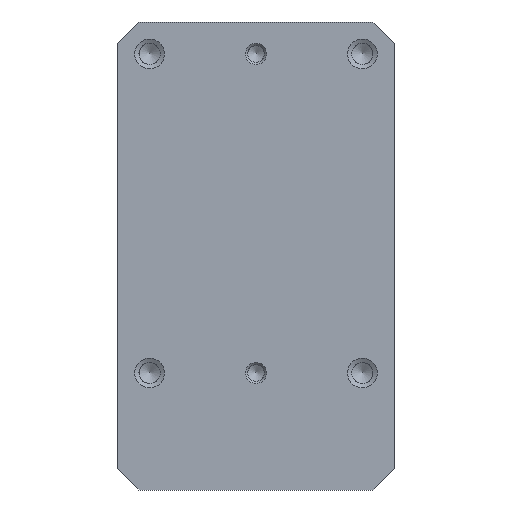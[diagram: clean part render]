
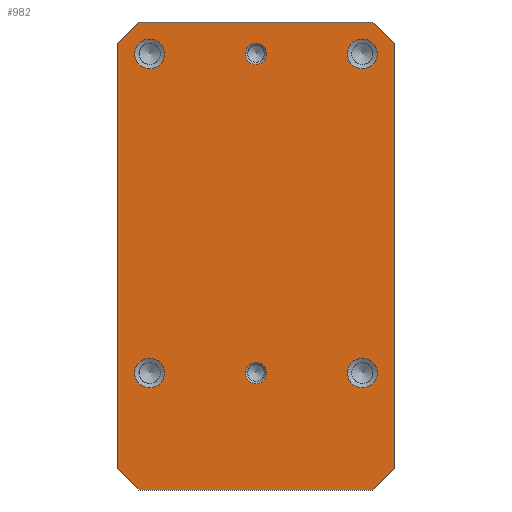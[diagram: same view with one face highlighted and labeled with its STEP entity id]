
A CAD part, front view. The second image highlights one B-rep face of the part: STEP entity #982.
In plain terms, the highlighted planar face has unit normal (0, -1, 0).
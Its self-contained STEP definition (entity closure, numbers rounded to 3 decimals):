
#75=FACE_BOUND('',#147,.T.);
#76=FACE_BOUND('',#148,.T.);
#77=FACE_BOUND('',#149,.T.);
#78=FACE_BOUND('',#150,.T.);
#79=FACE_BOUND('',#151,.T.);
#80=FACE_BOUND('',#152,.T.);
#96=FACE_OUTER_BOUND('',#146,.T.);
#146=EDGE_LOOP('',(#697,#698,#699,#700,#701,#702,#703,#704));
#147=EDGE_LOOP('',(#705,#706));
#148=EDGE_LOOP('',(#707,#708));
#149=EDGE_LOOP('',(#709,#710));
#150=EDGE_LOOP('',(#711,#712));
#151=EDGE_LOOP('',(#713,#714));
#152=EDGE_LOOP('',(#715,#716));
#205=LINE('',#1477,#269);
#213=LINE('',#1498,#277);
#217=LINE('',#1505,#281);
#220=LINE('',#1511,#284);
#225=LINE('',#1521,#289);
#229=LINE('',#1530,#293);
#234=LINE('',#1537,#298);
#235=LINE('',#1538,#299);
#269=VECTOR('',#1173,55.);
#277=VECTOR('',#1187,55.);
#281=VECTOR('',#1193,7.071);
#284=VECTOR('',#1198,7.071);
#289=VECTOR('',#1205,99.);
#293=VECTOR('',#1211,99.);
#298=VECTOR('',#1220,7.071);
#299=VECTOR('',#1221,7.071);
#335=CIRCLE('',#1057,2.5);
#336=CIRCLE('',#1058,2.5);
#337=CIRCLE('',#1059,2.5);
#338=CIRCLE('',#1060,2.5);
#339=CIRCLE('',#1061,3.5);
#340=CIRCLE('',#1062,3.5);
#341=CIRCLE('',#1063,3.5);
#342=CIRCLE('',#1064,3.5);
#343=CIRCLE('',#1065,3.5);
#344=CIRCLE('',#1066,3.5);
#345=CIRCLE('',#1067,3.5);
#346=CIRCLE('',#1068,3.5);
#397=VERTEX_POINT('',#1474);
#398=VERTEX_POINT('',#1476);
#407=VERTEX_POINT('',#1495);
#408=VERTEX_POINT('',#1497);
#410=VERTEX_POINT('',#1503);
#412=VERTEX_POINT('',#1508);
#416=VERTEX_POINT('',#1519);
#420=VERTEX_POINT('',#1529);
#421=VERTEX_POINT('',#1539);
#422=VERTEX_POINT('',#1540);
#423=VERTEX_POINT('',#1543);
#424=VERTEX_POINT('',#1544);
#425=VERTEX_POINT('',#1547);
#426=VERTEX_POINT('',#1548);
#427=VERTEX_POINT('',#1551);
#428=VERTEX_POINT('',#1552);
#429=VERTEX_POINT('',#1555);
#430=VERTEX_POINT('',#1556);
#431=VERTEX_POINT('',#1559);
#432=VERTEX_POINT('',#1560);
#507=EDGE_CURVE('',#397,#398,#205,.T.);
#517=EDGE_CURVE('',#407,#408,#213,.T.);
#521=EDGE_CURVE('',#407,#410,#217,.F.);
#524=EDGE_CURVE('',#412,#408,#220,.F.);
#529=EDGE_CURVE('',#416,#410,#225,.T.);
#533=EDGE_CURVE('',#412,#420,#229,.T.);
#538=EDGE_CURVE('',#416,#398,#234,.F.);
#539=EDGE_CURVE('',#397,#420,#235,.F.);
#540=EDGE_CURVE('',#421,#422,#335,.T.);
#541=EDGE_CURVE('',#422,#421,#336,.T.);
#542=EDGE_CURVE('',#423,#424,#337,.T.);
#543=EDGE_CURVE('',#424,#423,#338,.T.);
#544=EDGE_CURVE('',#425,#426,#339,.T.);
#545=EDGE_CURVE('',#426,#425,#340,.T.);
#546=EDGE_CURVE('',#427,#428,#341,.T.);
#547=EDGE_CURVE('',#428,#427,#342,.T.);
#548=EDGE_CURVE('',#429,#430,#343,.T.);
#549=EDGE_CURVE('',#430,#429,#344,.T.);
#550=EDGE_CURVE('',#431,#432,#345,.T.);
#551=EDGE_CURVE('',#432,#431,#346,.T.);
#697=ORIENTED_EDGE('',*,*,#517,.F.);
#698=ORIENTED_EDGE('',*,*,#521,.T.);
#699=ORIENTED_EDGE('',*,*,#529,.F.);
#700=ORIENTED_EDGE('',*,*,#538,.T.);
#701=ORIENTED_EDGE('',*,*,#507,.F.);
#702=ORIENTED_EDGE('',*,*,#539,.T.);
#703=ORIENTED_EDGE('',*,*,#533,.F.);
#704=ORIENTED_EDGE('',*,*,#524,.T.);
#705=ORIENTED_EDGE('',*,*,#540,.F.);
#706=ORIENTED_EDGE('',*,*,#541,.F.);
#707=ORIENTED_EDGE('',*,*,#542,.F.);
#708=ORIENTED_EDGE('',*,*,#543,.F.);
#709=ORIENTED_EDGE('',*,*,#544,.F.);
#710=ORIENTED_EDGE('',*,*,#545,.F.);
#711=ORIENTED_EDGE('',*,*,#546,.F.);
#712=ORIENTED_EDGE('',*,*,#547,.F.);
#713=ORIENTED_EDGE('',*,*,#548,.F.);
#714=ORIENTED_EDGE('',*,*,#549,.F.);
#715=ORIENTED_EDGE('',*,*,#550,.F.);
#716=ORIENTED_EDGE('',*,*,#551,.F.);
#966=PLANE('',#1056);
#982=ADVANCED_FACE('',(#96,#75,#76,#77,#78,#79,#80),#966,.F.);
#1056=AXIS2_PLACEMENT_3D('',#1536,#1218,#1219);
#1057=AXIS2_PLACEMENT_3D('',#1541,#1222,#1223);
#1058=AXIS2_PLACEMENT_3D('',#1542,#1224,#1225);
#1059=AXIS2_PLACEMENT_3D('',#1545,#1226,#1227);
#1060=AXIS2_PLACEMENT_3D('',#1546,#1228,#1229);
#1061=AXIS2_PLACEMENT_3D('',#1549,#1230,#1231);
#1062=AXIS2_PLACEMENT_3D('',#1550,#1232,#1233);
#1063=AXIS2_PLACEMENT_3D('',#1553,#1234,#1235);
#1064=AXIS2_PLACEMENT_3D('',#1554,#1236,#1237);
#1065=AXIS2_PLACEMENT_3D('',#1557,#1238,#1239);
#1066=AXIS2_PLACEMENT_3D('',#1558,#1240,#1241);
#1067=AXIS2_PLACEMENT_3D('',#1561,#1242,#1243);
#1068=AXIS2_PLACEMENT_3D('',#1562,#1244,#1245);
#1173=DIRECTION('',(1.,0.,0.));
#1187=DIRECTION('',(-1.,0.,0.));
#1193=DIRECTION('',(-0.707,0.,-0.707));
#1198=DIRECTION('',(-0.707,0.,0.707));
#1205=DIRECTION('',(0.,0.,-1.));
#1211=DIRECTION('',(0.,0.,1.));
#1218=DIRECTION('center_axis',(0.,1.,0.));
#1219=DIRECTION('ref_axis',(0.,0.,1.));
#1220=DIRECTION('',(0.707,0.,-0.707));
#1221=DIRECTION('',(0.707,0.,0.707));
#1222=DIRECTION('center_axis',(0.,-1.,0.));
#1223=DIRECTION('ref_axis',(0.,0.,-1.));
#1224=DIRECTION('center_axis',(0.,-1.,0.));
#1225=DIRECTION('ref_axis',(0.,0.,-1.));
#1226=DIRECTION('center_axis',(0.,-1.,0.));
#1227=DIRECTION('ref_axis',(0.,0.,-1.));
#1228=DIRECTION('center_axis',(0.,-1.,0.));
#1229=DIRECTION('ref_axis',(0.,0.,-1.));
#1230=DIRECTION('center_axis',(0.,-1.,0.));
#1231=DIRECTION('ref_axis',(0.,0.,-1.));
#1232=DIRECTION('center_axis',(0.,-1.,0.));
#1233=DIRECTION('ref_axis',(0.,0.,-1.));
#1234=DIRECTION('center_axis',(0.,-1.,0.));
#1235=DIRECTION('ref_axis',(0.,0.,-1.));
#1236=DIRECTION('center_axis',(0.,-1.,0.));
#1237=DIRECTION('ref_axis',(0.,0.,-1.));
#1238=DIRECTION('center_axis',(0.,-1.,0.));
#1239=DIRECTION('ref_axis',(0.,0.,-1.));
#1240=DIRECTION('center_axis',(0.,-1.,0.));
#1241=DIRECTION('ref_axis',(0.,0.,-1.));
#1242=DIRECTION('center_axis',(0.,-1.,0.));
#1243=DIRECTION('ref_axis',(0.,0.,-1.));
#1244=DIRECTION('center_axis',(0.,-1.,0.));
#1245=DIRECTION('ref_axis',(0.,0.,-1.));
#1474=CARTESIAN_POINT('',(-27.5,0.,32.313));
#1476=CARTESIAN_POINT('',(27.5,0.,32.313));
#1477=CARTESIAN_POINT('',(-27.5,0.,32.313));
#1495=CARTESIAN_POINT('',(27.5,0.,-77.687));
#1497=CARTESIAN_POINT('',(-27.5,0.,-77.687));
#1498=CARTESIAN_POINT('',(27.5,0.,-77.687));
#1503=CARTESIAN_POINT('',(32.5,0.,-72.687));
#1505=CARTESIAN_POINT('',(32.5,0.,-72.687));
#1508=CARTESIAN_POINT('',(-32.5,0.,-72.687));
#1511=CARTESIAN_POINT('',(-27.5,0.,-77.687));
#1519=CARTESIAN_POINT('',(32.5,0.,27.313));
#1521=CARTESIAN_POINT('',(32.5,0.,27.));
#1529=CARTESIAN_POINT('',(-32.5,0.,27.313));
#1530=CARTESIAN_POINT('',(-32.5,0.,-72.));
#1536=CARTESIAN_POINT('Origin',(0.,0.,0.));
#1537=CARTESIAN_POINT('',(27.5,0.,32.313));
#1538=CARTESIAN_POINT('',(-32.5,0.,27.313));
#1539=CARTESIAN_POINT('',(0.,0.,22.313));
#1540=CARTESIAN_POINT('',(0.,0.,27.313));
#1541=CARTESIAN_POINT('Origin',(0.,0.,24.813));
#1542=CARTESIAN_POINT('Origin',(0.,0.,24.813));
#1543=CARTESIAN_POINT('',(0.,0.,-52.687));
#1544=CARTESIAN_POINT('',(0.,0.,-47.687));
#1545=CARTESIAN_POINT('Origin',(0.,0.,-50.187));
#1546=CARTESIAN_POINT('Origin',(0.,0.,-50.187));
#1547=CARTESIAN_POINT('',(25.,0.,-53.687));
#1548=CARTESIAN_POINT('',(25.,0.,-46.687));
#1549=CARTESIAN_POINT('Origin',(25.,0.,-50.187));
#1550=CARTESIAN_POINT('Origin',(25.,0.,-50.187));
#1551=CARTESIAN_POINT('',(25.,0.,21.313));
#1552=CARTESIAN_POINT('',(25.,0.,28.313));
#1553=CARTESIAN_POINT('Origin',(25.,0.,24.813));
#1554=CARTESIAN_POINT('Origin',(25.,0.,24.813));
#1555=CARTESIAN_POINT('',(-25.,0.,21.313));
#1556=CARTESIAN_POINT('',(-25.,0.,28.313));
#1557=CARTESIAN_POINT('Origin',(-25.,0.,24.813));
#1558=CARTESIAN_POINT('Origin',(-25.,0.,24.813));
#1559=CARTESIAN_POINT('',(-25.,0.,-53.687));
#1560=CARTESIAN_POINT('',(-25.,0.,-46.687));
#1561=CARTESIAN_POINT('Origin',(-25.,0.,-50.187));
#1562=CARTESIAN_POINT('Origin',(-25.,0.,-50.187));
